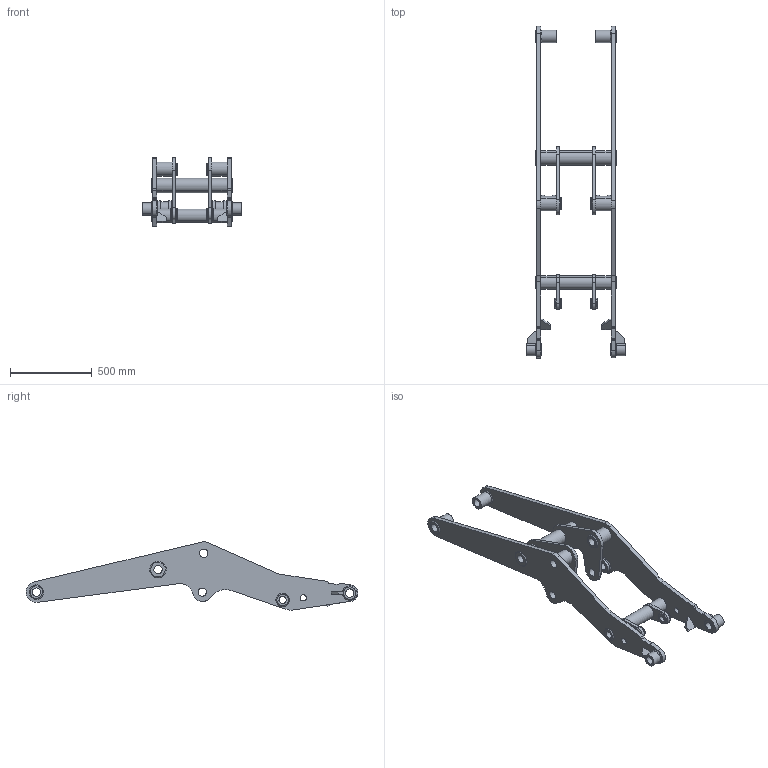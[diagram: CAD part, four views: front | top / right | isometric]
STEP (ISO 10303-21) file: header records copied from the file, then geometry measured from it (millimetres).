
FILE_DESCRIPTION (( 'STEP AP203' ), '1' );
FILE_NAME ('LoaderArm_Primary.STEP', '2023-07-27T05:56:52', ( '' ), ( '' ), 'SwSTEP 2.0', 'SolidWorks 2021', '' );
FILE_SCHEMA (( 'CONFIG_CONTROL_DESIGN' ));
Length unit declared in the file: centimetre
Products named in the file (3): Part 1-3; LoaderArm_Primary; Lift Arm _1_
Assembly tree (2 placements, depth 3):
  LoaderArm_Primary
    Lift Arm _1_
      Part 1-3
Bounding box: 609.6 x 2036.32 x 419 mm (x, y, z)
Volume: 28479867.1 mm3; surface area: 2833401.4 mm2
Topology: 1 solids, 1 shells, 256 faces, 638 edges, 412 vertices
Faces by surface type: cylinder 122, plane 92, cone 42
Entity records: 8097 total; most frequent: DIRECTION 1464, CARTESIAN_POINT 1324, ORIENTED_EDGE 1276, EDGE_CURVE 638, AXIS2_PLACEMENT_3D 568, VERTEX_POINT 412, LINE 328, VECTOR 328
